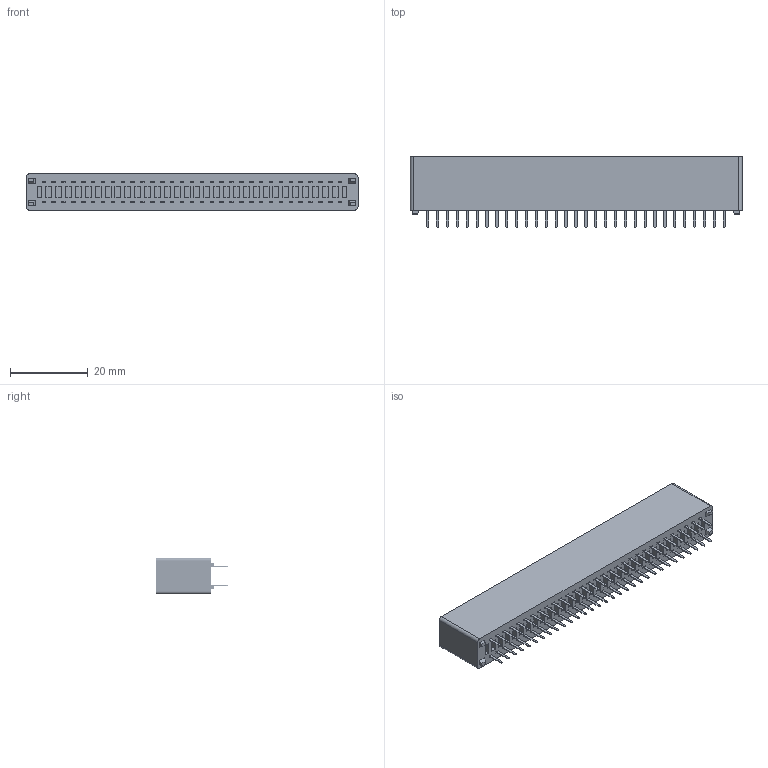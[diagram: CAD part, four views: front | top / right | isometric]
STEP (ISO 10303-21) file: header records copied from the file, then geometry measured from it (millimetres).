
FILE_DESCRIPTION (( 'STEP AP214' ), '1' );
FILE_NAME ('ISA_EDGE_CONNECTOR_214.STEP', '2024-04-23T18:45:28', ( '' ), ( '' ), 'SwSTEP 2.0', 'SolidWorks 2021', '' );
FILE_SCHEMA (( 'AUTOMOTIVE_DESIGN' ));
Length unit declared in the file: millimetre
Products named in the file (3): EDGE_CONN_PIN; EDGE_CONN; ISA_EDGE_CONNECTOR_214
Assembly tree (63 placements, depth 2):
  ISA_EDGE_CONNECTOR_214
    EDGE_CONN
    EDGE_CONN_PIN  x62
Bounding box: 85.34 x 18.3 x 9.3 mm (x, y, z)
Volume: 6864 mm3; surface area: 16122.5 mm2
Topology: 63 solids, 63 shells, 8941 faces, 20812 edges, 11476 vertices
Faces by surface type: plane 5279, cylinder 2794, sphere 496, bspline 372
Entity records: 37837 total; most frequent: CARTESIAN_POINT 6861, ORIENTED_EDGE 6594, DIRECTION 5871, EDGE_CURVE 3297, VECTOR 3183, LINE 3183, VERTEX_POINT 2082, AXIS2_PLACEMENT_3D 1344
